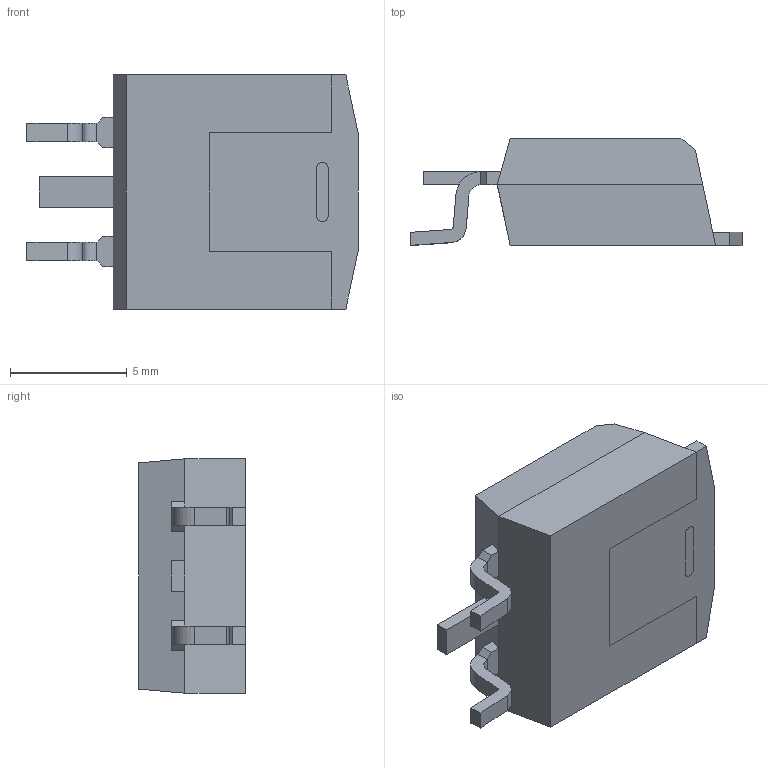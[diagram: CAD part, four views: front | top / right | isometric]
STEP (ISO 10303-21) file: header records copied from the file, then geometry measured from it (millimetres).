
FILE_DESCRIPTION (( 'STEP AP214' ), '1' );
FILE_NAME ('MC7824BD2TR4G.STEP', '2021-09-21T08:59:39', ( '' ), ( '' ), 'SwSTEP 2.0', 'SolidWorks 2017', '' );
FILE_SCHEMA (( 'AUTOMOTIVE_DESIGN' ));
Length unit declared in the file: inch
Products named in the file (1): MC7824BD2TR4G
Bounding box: 14.2 x 4.57 x 10.02 mm (x, y, z)
Volume: 401.1 mm3; surface area: 484.3 mm2
Topology: 5 solids, 5 shells, 82 faces, 200 edges, 130 vertices
Faces by surface type: plane 66, cylinder 10, bspline 6
Entity records: 2598 total; most frequent: CARTESIAN_POINT 589, ORIENTED_EDGE 400, DIRECTION 374, EDGE_CURVE 200, VECTOR 168, LINE 168, VERTEX_POINT 130, AXIS2_PLACEMENT_3D 103
